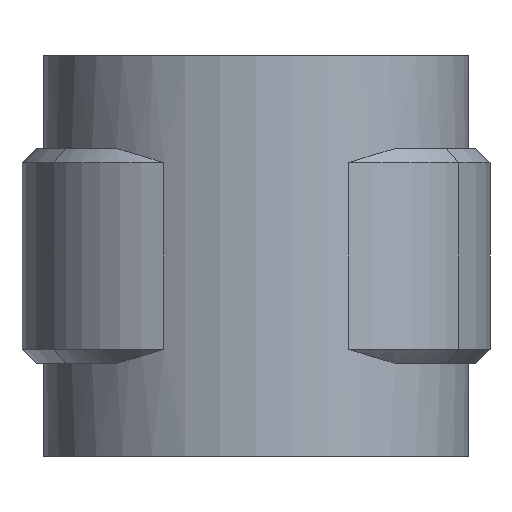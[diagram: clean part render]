
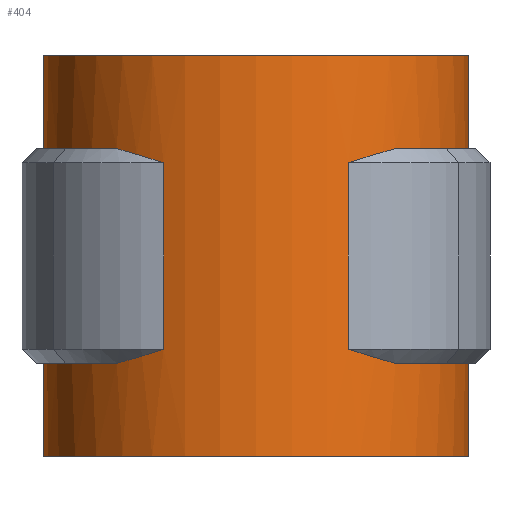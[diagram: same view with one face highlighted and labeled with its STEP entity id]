
A CAD part, front view. The second image highlights one B-rep face of the part: STEP entity #404.
In plain terms, the highlighted cylindrical face has radius 14.855 mm (diameter 29.71 mm), a partial arc.
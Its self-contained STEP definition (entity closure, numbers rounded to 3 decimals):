
#404 = ADVANCED_FACE( '', ( #693 ), #694, .T. );
#693 = FACE_OUTER_BOUND( '', #1479, .T. );
#694 = CYLINDRICAL_SURFACE( '', #1480, 14.855 );
#1479 = EDGE_LOOP( '', ( #3413, #3414, #3415, #3416, #3417, #3418, #3419, #3420, #3421, #3422, #3423, #3424, #3425, #3426, #3427, #3428 ) );
#1480 = AXIS2_PLACEMENT_3D( '', #3429, #3430, #3431 );
#3413 = ORIENTED_EDGE( '', *, *, #4441, .F. );
#3414 = ORIENTED_EDGE( '', *, *, #4442, .T. );
#3415 = ORIENTED_EDGE( '', *, *, #4443, .T. );
#3416 = ORIENTED_EDGE( '', *, *, #4444, .T. );
#3417 = ORIENTED_EDGE( '', *, *, #4445, .T. );
#3418 = ORIENTED_EDGE( '', *, *, #4446, .T. );
#3419 = ORIENTED_EDGE( '', *, *, #4447, .T. );
#3420 = ORIENTED_EDGE( '', *, *, #4297, .F. );
#3421 = ORIENTED_EDGE( '', *, *, #4448, .T. );
#3422 = ORIENTED_EDGE( '', *, *, #4438, .T. );
#3423 = ORIENTED_EDGE( '', *, *, #4449, .T. );
#3424 = ORIENTED_EDGE( '', *, *, #4450, .T. );
#3425 = ORIENTED_EDGE( '', *, *, #4451, .F. );
#3426 = ORIENTED_EDGE( '', *, *, #4291, .F. );
#3427 = ORIENTED_EDGE( '', *, *, #4289, .F. );
#3428 = ORIENTED_EDGE( '', *, *, #4452, .T. );
#3429 = CARTESIAN_POINT( '', ( 0., 0., -26.5 ) );
#3430 = DIRECTION( '', ( 0., 0., -1. ) );
#3431 = DIRECTION( '', ( 0., -1., 0. ) );
#4289 = EDGE_CURVE( '', #4885, #4868, #4887, .T. );
#4291 = EDGE_CURVE( '', #4868, #4890, #4891, .T. );
#4297 = EDGE_CURVE( '', #4900, #4902, #4903, .T. );
#4438 = EDGE_CURVE( '', #5140, #5138, #5141, .T. );
#4441 = EDGE_CURVE( '', #5144, #5145, #5146, .T. );
#4442 = EDGE_CURVE( '', #5144, #5147, #5148, .T. );
#4443 = EDGE_CURVE( '', #5147, #5149, #5150, .T. );
#4444 = EDGE_CURVE( '', #5149, #5151, #5152, .T. );
#4445 = EDGE_CURVE( '', #5151, #5153, #5154, .T. );
#4446 = EDGE_CURVE( '', #5153, #5155, #5156, .T. );
#4447 = EDGE_CURVE( '', #5155, #4902, #5157, .T. );
#4448 = EDGE_CURVE( '', #4900, #5140, #5158, .T. );
#4449 = EDGE_CURVE( '', #5138, #5159, #5160, .F. );
#4450 = EDGE_CURVE( '', #5159, #5161, #5162, .T. );
#4451 = EDGE_CURVE( '', #4890, #5161, #5163, .T. );
#4452 = EDGE_CURVE( '', #4885, #5145, #5164, .T. );
#4868 = VERTEX_POINT( '', #6402 );
#4885 = VERTEX_POINT( '', #6424 );
#4887 = CIRCLE( '', #6427, 14.855 );
#4890 = VERTEX_POINT( '', #6431 );
#4891 = LINE( '', #6432, #6433 );
#4900 = VERTEX_POINT( '', #6450 );
#4902 = VERTEX_POINT( '', #6453 );
#4903 = LINE( '', #6454, #6455 );
#5138 = VERTEX_POINT( '', #7410 );
#5140 = VERTEX_POINT( '', #7412 );
#5141 = B_SPLINE_CURVE_WITH_KNOTS( '', 3, ( #7413, #7414, #7415, #7416 ), .UNSPECIFIED., .F., .F., ( 4, 4 ), ( 0., 0.004 ), .UNSPECIFIED. );
#5144 = VERTEX_POINT( '', #7420 );
#5145 = VERTEX_POINT( '', #7421 );
#5146 = CIRCLE( '', #7422, 14.855 );
#5147 = VERTEX_POINT( '', #7423 );
#5148 = B_SPLINE_CURVE_WITH_KNOTS( '', 3, ( #7424, #7425, #7426, #7427 ), .UNSPECIFIED., .F., .F., ( 4, 4 ), ( 0., 0.004 ), .UNSPECIFIED. );
#5149 = VERTEX_POINT( '', #7428 );
#5150 = LINE( '', #7429, #7430 );
#5151 = VERTEX_POINT( '', #7431 );
#5152 = B_SPLINE_CURVE_WITH_KNOTS( '', 3, ( #7432, #7433, #7434, #7435 ), .UNSPECIFIED., .F., .F., ( 4, 4 ), ( 0., 0.004 ), .UNSPECIFIED. );
#5153 = VERTEX_POINT( '', #7436 );
#5154 = CIRCLE( '', #7437, 14.855 );
#5155 = VERTEX_POINT( '', #7438 );
#5156 = LINE( '', #7439, #7440 );
#5157 = CIRCLE( '', #7441, 14.855 );
#5158 = CIRCLE( '', #7442, 14.855 );
#5159 = VERTEX_POINT( '', #7443 );
#5160 = LINE( '', #7444, #7445 );
#5161 = VERTEX_POINT( '', #7446 );
#5162 = B_SPLINE_CURVE_WITH_KNOTS( '', 3, ( #7447, #7448, #7449, #7450 ), .UNSPECIFIED., .F., .F., ( 4, 4 ), ( 0., 0.004 ), .UNSPECIFIED. );
#5163 = CIRCLE( '', #7451, 14.855 );
#5164 = LINE( '', #7452, #7453 );
#6402 = CARTESIAN_POINT( '', ( -6.1, 13.545, -26.5 ) );
#6424 = CARTESIAN_POINT( '', ( 6.1, 13.545, -26.5 ) );
#6427 = AXIS2_PLACEMENT_3D( '', #8137, #8138, #8139 );
#6431 = CARTESIAN_POINT( '', ( -6.1, 13.545, -20. ) );
#6432 = CARTESIAN_POINT( '', ( -6.1, 13.545, -26.5 ) );
#6433 = VECTOR( '', #8141, 1000. );
#6450 = CARTESIAN_POINT( '', ( -6.1, 13.545, -5. ) );
#6453 = CARTESIAN_POINT( '', ( -6.1, 13.545, 1.5 ) );
#6454 = CARTESIAN_POINT( '', ( -6.1, 13.545, -26.5 ) );
#6455 = VECTOR( '', #8145, 1000. );
#7410 = CARTESIAN_POINT( '', ( -6.461, -13.376, -6. ) );
#7412 = CARTESIAN_POINT( '', ( -9.733, -11.222, -5. ) );
#7413 = CARTESIAN_POINT( '', ( -9.733, -11.222, -5. ) );
#7414 = CARTESIAN_POINT( '', ( -8.724, -12.098, -5.261 ) );
#7415 = CARTESIAN_POINT( '', ( -7.632, -12.811, -5.603 ) );
#7416 = CARTESIAN_POINT( '', ( -6.461, -13.376, -6. ) );
#7420 = CARTESIAN_POINT( '', ( 9.733, -11.222, -20. ) );
#7421 = CARTESIAN_POINT( '', ( 6.1, 13.545, -20. ) );
#7422 = AXIS2_PLACEMENT_3D( '', #8298, #8299, #8300 );
#7423 = CARTESIAN_POINT( '', ( 6.461, -13.376, -19. ) );
#7424 = CARTESIAN_POINT( '', ( 9.733, -11.222, -20. ) );
#7425 = CARTESIAN_POINT( '', ( 8.724, -12.098, -19.739 ) );
#7426 = CARTESIAN_POINT( '', ( 7.632, -12.811, -19.397 ) );
#7427 = CARTESIAN_POINT( '', ( 6.461, -13.376, -19. ) );
#7428 = CARTESIAN_POINT( '', ( 6.461, -13.376, -6. ) );
#7429 = CARTESIAN_POINT( '', ( 6.461, -13.376, -12.5 ) );
#7430 = VECTOR( '', #8301, 1000. );
#7431 = CARTESIAN_POINT( '', ( 9.733, -11.222, -5. ) );
#7432 = CARTESIAN_POINT( '', ( 6.461, -13.376, -6. ) );
#7433 = CARTESIAN_POINT( '', ( 7.632, -12.811, -5.603 ) );
#7434 = CARTESIAN_POINT( '', ( 8.724, -12.098, -5.261 ) );
#7435 = CARTESIAN_POINT( '', ( 9.733, -11.222, -5. ) );
#7436 = CARTESIAN_POINT( '', ( 6.1, 13.545, -5. ) );
#7437 = AXIS2_PLACEMENT_3D( '', #8302, #8303, #8304 );
#7438 = CARTESIAN_POINT( '', ( 6.1, 13.545, 1.5 ) );
#7439 = CARTESIAN_POINT( '', ( 6.1, 13.545, -26.5 ) );
#7440 = VECTOR( '', #8305, 1000. );
#7441 = AXIS2_PLACEMENT_3D( '', #8306, #8307, #8308 );
#7442 = AXIS2_PLACEMENT_3D( '', #8309, #8310, #8311 );
#7443 = CARTESIAN_POINT( '', ( -6.461, -13.376, -19. ) );
#7444 = CARTESIAN_POINT( '', ( -6.461, -13.376, -12.5 ) );
#7445 = VECTOR( '', #8312, 1000. );
#7446 = CARTESIAN_POINT( '', ( -9.733, -11.222, -20. ) );
#7447 = CARTESIAN_POINT( '', ( -6.461, -13.376, -19. ) );
#7448 = CARTESIAN_POINT( '', ( -7.632, -12.811, -19.397 ) );
#7449 = CARTESIAN_POINT( '', ( -8.724, -12.098, -19.739 ) );
#7450 = CARTESIAN_POINT( '', ( -9.733, -11.222, -20. ) );
#7451 = AXIS2_PLACEMENT_3D( '', #8313, #8314, #8315 );
#7452 = CARTESIAN_POINT( '', ( 6.1, 13.545, -26.5 ) );
#7453 = VECTOR( '', #8316, 1000. );
#8137 = CARTESIAN_POINT( '', ( 0., 0., -26.5 ) );
#8138 = DIRECTION( '', ( 0., 0., -1. ) );
#8139 = DIRECTION( '', ( 1., 0., 0. ) );
#8141 = DIRECTION( '', ( 0., 0., 1. ) );
#8145 = DIRECTION( '', ( 0., 0., 1. ) );
#8298 = CARTESIAN_POINT( '', ( 0., 0., -20. ) );
#8299 = DIRECTION( '', ( 0., 0., 1. ) );
#8300 = DIRECTION( '', ( 1., 0., 0. ) );
#8301 = DIRECTION( '', ( 0., 0., 1. ) );
#8302 = CARTESIAN_POINT( '', ( 0., 0., -5. ) );
#8303 = DIRECTION( '', ( 0., 0., 1. ) );
#8304 = DIRECTION( '', ( 1., 0., 0. ) );
#8305 = DIRECTION( '', ( 0., 0., 1. ) );
#8306 = CARTESIAN_POINT( '', ( 0., 0., 1.5 ) );
#8307 = DIRECTION( '', ( 0., 0., -1. ) );
#8308 = DIRECTION( '', ( 1., 0., 0. ) );
#8309 = CARTESIAN_POINT( '', ( 0., 0., -5. ) );
#8310 = DIRECTION( '', ( 0., 0., 1. ) );
#8311 = DIRECTION( '', ( 1., 0., 0. ) );
#8312 = DIRECTION( '', ( 0., 0., 1. ) );
#8313 = CARTESIAN_POINT( '', ( 0., 0., -20. ) );
#8314 = DIRECTION( '', ( 0., 0., 1. ) );
#8315 = DIRECTION( '', ( 1., 0., 0. ) );
#8316 = DIRECTION( '', ( 0., 0., 1. ) );
